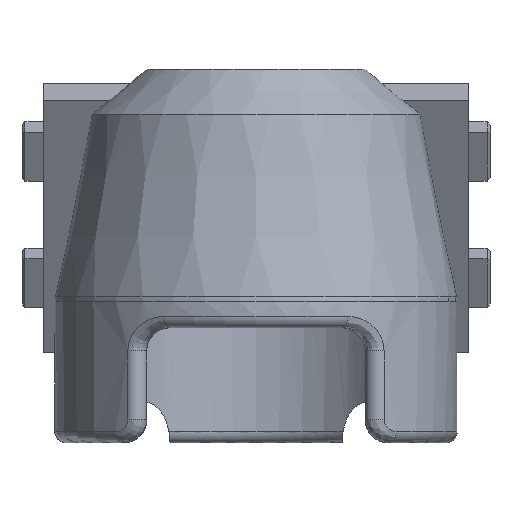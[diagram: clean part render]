
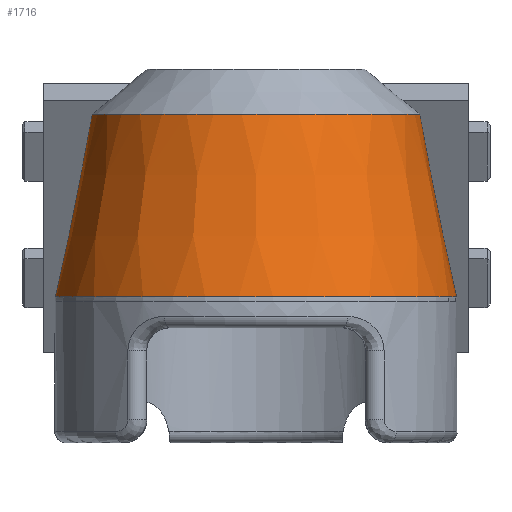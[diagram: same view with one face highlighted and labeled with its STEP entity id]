
A CAD part, front view. The second image highlights one B-rep face of the part: STEP entity #1716.
In plain terms, the highlighted conical face has half-angle 11.31 degrees and reference radius 31 mm.
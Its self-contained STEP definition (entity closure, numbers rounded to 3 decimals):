
#28=CONICAL_SURFACE('',#1837,31.,0.197);
#32=B_SPLINE_CURVE_WITH_KNOTS('',3,(#2639,#2640,#2641,#2642),
 .UNSPECIFIED.,.F.,.F.,(4,4),(0.67,0.718),
 .UNSPECIFIED.);
#37=B_SPLINE_CURVE_WITH_KNOTS('',3,(#2679,#2680,#2681,#2682),
 .UNSPECIFIED.,.F.,.F.,(4,4),(-0.718,-0.67),
 .UNSPECIFIED.);
#38=B_SPLINE_CURVE_WITH_KNOTS('',3,(#2684,#2685,#2686,#2687,#2688),
 .UNSPECIFIED.,.F.,.F.,(4,1,4),(-0.67,-0.308,-0.082),
 .UNSPECIFIED.);
#40=B_SPLINE_CURVE_WITH_KNOTS('',3,(#2694,#2695,#2696,#2697,#2698,#2699),
 .UNSPECIFIED.,.F.,.F.,(4,1,1,4),(0.082,0.103,
0.308,0.67),.UNSPECIFIED.);
#41=B_SPLINE_CURVE_WITH_KNOTS('',3,(#2717,#2718,#2719,#2720),
 .UNSPECIFIED.,.F.,.F.,(4,4),(-4.074,-1.32),
 .UNSPECIFIED.);
#43=B_SPLINE_CURVE_WITH_KNOTS('',3,(#2731,#2732,#2733,#2734),
 .UNSPECIFIED.,.F.,.F.,(4,4),(-4.533,-1.779),
 .UNSPECIFIED.);
#113=CIRCLE('',#1838,34.922);
#114=CIRCLE('',#1839,28.569);
#238=FACE_OUTER_BOUND('',#341,.T.);
#341=EDGE_LOOP('',(#1318,#1319,#1320,#1321,#1322,#1323,#1324,#1325));
#741=VERTEX_POINT('',#2637);
#742=VERTEX_POINT('',#2638);
#745=VERTEX_POINT('',#2669);
#746=VERTEX_POINT('',#2678);
#747=VERTEX_POINT('',#2683);
#748=VERTEX_POINT('',#2689);
#749=VERTEX_POINT('',#2716);
#751=VERTEX_POINT('',#2728);
#942=EDGE_CURVE('',#741,#742,#32,.T.);
#947=EDGE_CURVE('',#745,#746,#37,.T.);
#948=EDGE_CURVE('',#746,#747,#38,.T.);
#950=EDGE_CURVE('',#748,#741,#40,.T.);
#951=EDGE_CURVE('',#742,#749,#41,.T.);
#954=EDGE_CURVE('',#749,#751,#113,.T.);
#955=EDGE_CURVE('',#747,#748,#114,.T.);
#956=EDGE_CURVE('',#751,#745,#43,.T.);
#1318=ORIENTED_EDGE('',*,*,#954,.F.);
#1319=ORIENTED_EDGE('',*,*,#951,.F.);
#1320=ORIENTED_EDGE('',*,*,#942,.F.);
#1321=ORIENTED_EDGE('',*,*,#950,.F.);
#1322=ORIENTED_EDGE('',*,*,#955,.F.);
#1323=ORIENTED_EDGE('',*,*,#948,.F.);
#1324=ORIENTED_EDGE('',*,*,#947,.F.);
#1325=ORIENTED_EDGE('',*,*,#956,.F.);
#1716=ADVANCED_FACE('',(#238),#28,.T.);
#1837=AXIS2_PLACEMENT_3D('',#2727,#2138,#2139);
#1838=AXIS2_PLACEMENT_3D('',#2729,#2140,#2141);
#1839=AXIS2_PLACEMENT_3D('',#2730,#2142,#2143);
#2138=DIRECTION('center_axis',(0.,0.,-1.));
#2139=DIRECTION('ref_axis',(0.,-1.,0.));
#2140=DIRECTION('center_axis',(0.,0.,-1.));
#2141=DIRECTION('ref_axis',(0.,-1.,0.));
#2142=DIRECTION('center_axis',(0.,0.,1.));
#2143=DIRECTION('ref_axis',(1.,0.,0.));
#2637=CARTESIAN_POINT('',(20.,21.648,52.637));
#2638=CARTESIAN_POINT('',(21.192,20.668,51.989));
#2639=CARTESIAN_POINT('Ctrl Pts',(20.,21.647,52.637));
#2640=CARTESIAN_POINT('Ctrl Pts',(20.405,21.331,52.427));
#2641=CARTESIAN_POINT('Ctrl Pts',(20.802,21.004,52.211));
#2642=CARTESIAN_POINT('Ctrl Pts',(21.192,20.668,51.989));
#2669=CARTESIAN_POINT('',(-21.192,20.668,51.989));
#2678=CARTESIAN_POINT('',(-20.,21.648,52.637));
#2679=CARTESIAN_POINT('Ctrl Pts',(-21.192,20.668,51.989));
#2680=CARTESIAN_POINT('Ctrl Pts',(-20.802,21.004,52.211));
#2681=CARTESIAN_POINT('Ctrl Pts',(-20.405,21.331,52.427));
#2682=CARTESIAN_POINT('Ctrl Pts',(-20.,21.648,52.637));
#2683=CARTESIAN_POINT('',(-2.616,28.449,57.155));
#2684=CARTESIAN_POINT('Ctrl Pts',(-20.,21.648,52.637));
#2685=CARTESIAN_POINT('Ctrl Pts',(-16.925,24.053,54.228));
#2686=CARTESIAN_POINT('Ctrl Pts',(-11.245,27.044,56.219));
#2687=CARTESIAN_POINT('Ctrl Pts',(-5.026,28.251,57.023));
#2688=CARTESIAN_POINT('Ctrl Pts',(-2.616,28.446,57.153));
#2689=CARTESIAN_POINT('',(2.616,28.449,57.155));
#2694=CARTESIAN_POINT('Ctrl Pts',(2.616,28.449,57.155));
#2695=CARTESIAN_POINT('Ctrl Pts',(2.839,28.431,57.143));
#2696=CARTESIAN_POINT('Ctrl Pts',(5.247,28.211,56.997));
#2697=CARTESIAN_POINT('Ctrl Pts',(11.447,26.933,56.144));
#2698=CARTESIAN_POINT('Ctrl Pts',(16.925,24.052,54.228));
#2699=CARTESIAN_POINT('Ctrl Pts',(20.,21.648,52.637));
#2716=CARTESIAN_POINT('',(21.577,27.459,25.388));
#2717=CARTESIAN_POINT('Ctrl Pts',(21.192,20.668,51.989));
#2718=CARTESIAN_POINT('Ctrl Pts',(21.34,23.045,43.164));
#2719=CARTESIAN_POINT('Ctrl Pts',(21.466,25.283,34.286));
#2720=CARTESIAN_POINT('Ctrl Pts',(21.577,27.459,25.388));
#2727=CARTESIAN_POINT('Origin',(0.,0.,45.));
#2728=CARTESIAN_POINT('',(-21.577,27.459,25.388));
#2729=CARTESIAN_POINT('Origin',(0.,0.,25.388));
#2730=CARTESIAN_POINT('Origin',(0.,0.,57.155));
#2731=CARTESIAN_POINT('Ctrl Pts',(-21.577,27.459,25.388));
#2732=CARTESIAN_POINT('Ctrl Pts',(-21.466,25.283,34.286));
#2733=CARTESIAN_POINT('Ctrl Pts',(-21.34,23.045,43.164));
#2734=CARTESIAN_POINT('Ctrl Pts',(-21.192,20.668,51.989));
